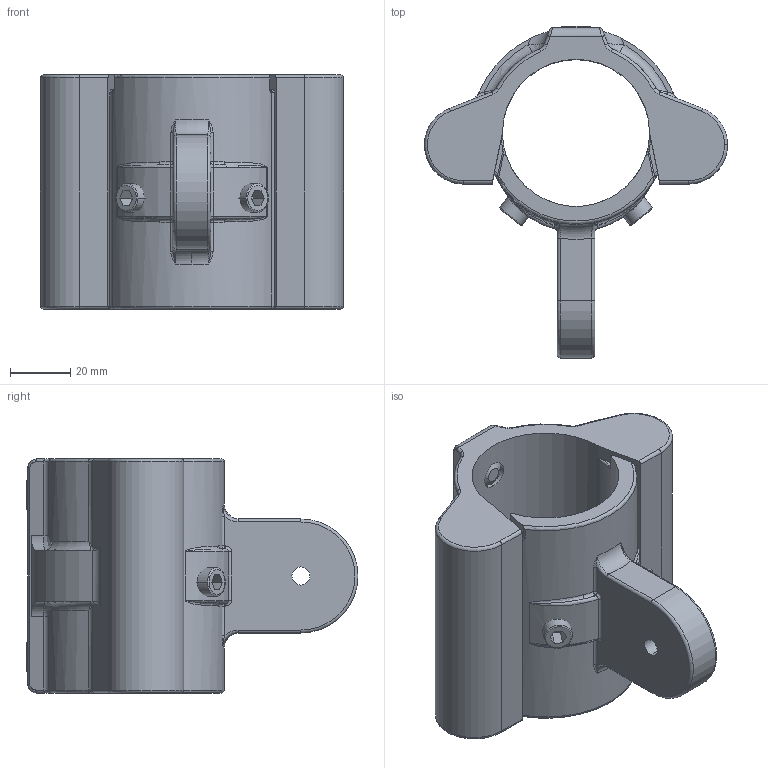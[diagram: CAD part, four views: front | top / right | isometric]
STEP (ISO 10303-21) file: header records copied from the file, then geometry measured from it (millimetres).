
FILE_DESCRIPTION (( 'STEP AP203' ), '1' );
FILE_NAME ('T194017SM.STEP', '2018-07-10T16:02:27', ( '' ), ( '' ), 'SwSTEP 2.0', 'SolidWorks 2016', '' );
FILE_SCHEMA (( 'CONFIG_CONTROL_DESIGN' ));
Length unit declared in the file: millimetre
Products named in the file (4): T194017SM; T194017D; T194120; T194017C
Assembly tree (6 placements, depth 2):
  T194017SM
    T194017C
    T194017D
    T194120  x4
Bounding box: 101 x 110.6 x 78 mm (x, y, z)
Volume: 190693.7 mm3; surface area: 55084.2 mm2
Topology: 6 solids, 6 shells, 322 faces, 765 edges, 450 vertices
Faces by surface type: cylinder 124, plane 75, torus 55, bspline 48, cone 16, sphere 4
Entity records: 11156 total; most frequent: CARTESIAN_POINT 4552, ORIENTED_EDGE 1318, DIRECTION 1282, EDGE_CURVE 659, AXIS2_PLACEMENT_3D 526, VERTEX_POINT 390, EDGE_LOOP 289, CIRCLE 288
